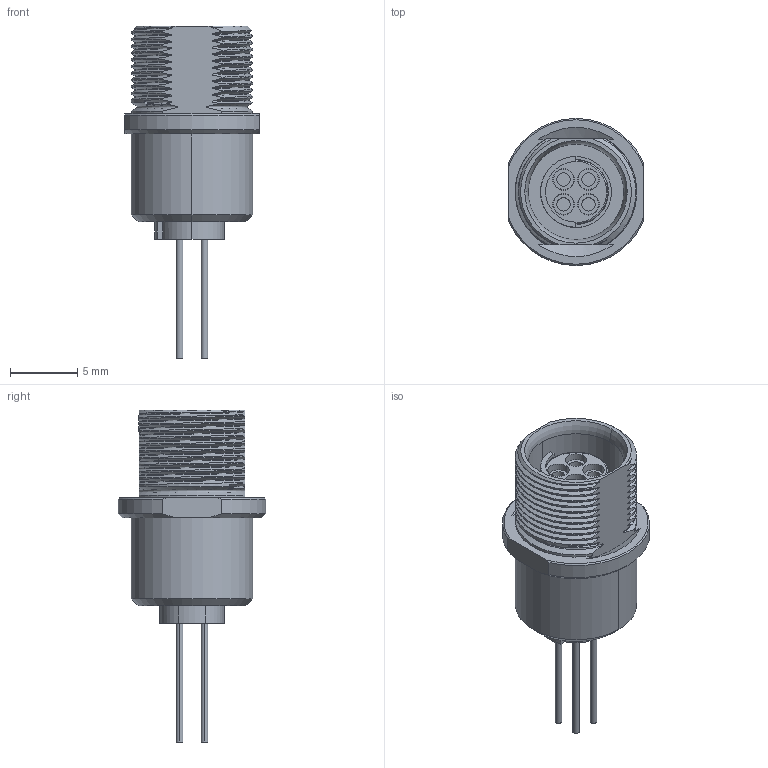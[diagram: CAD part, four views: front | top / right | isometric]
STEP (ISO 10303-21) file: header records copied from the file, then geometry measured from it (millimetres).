
FILE_DESCRIPTION((''),'2;1');
FILE_NAME('FISCHER_DBPC 102 A053-130_a.stp','2014-08-14T18:52:58',(''),(''),'Mechanical Desktop 2011','Mechanical Desktop 2011',', , ');
FILE_SCHEMA(('AUTOMOTIVE_DESIGN { 1 2 10303 214 1 1 1 1 }'));
Length unit declared in the file: millimetre
Products named in the file (1): Product
Bounding box: 10 x 10.9 x 24.6 mm (x, y, z)
Volume: 666.3 mm3; surface area: 1968.9 mm2
Topology: 13 solids, 13 shells, 247 faces, 641 edges, 435 vertices
Faces by surface type: cylinder 96, bspline 74, plane 56, cone 15, torus 6
Entity records: 14192 total; most frequent: CARTESIAN_POINT 8683, ORIENTED_EDGE 1282, DIRECTION 863, EDGE_CURVE 641, VERTEX_POINT 435, AXIS2_PLACEMENT_3D 349, B_SPLINE_CURVE_WITH_KNOTS 282, EDGE_LOOP 276
